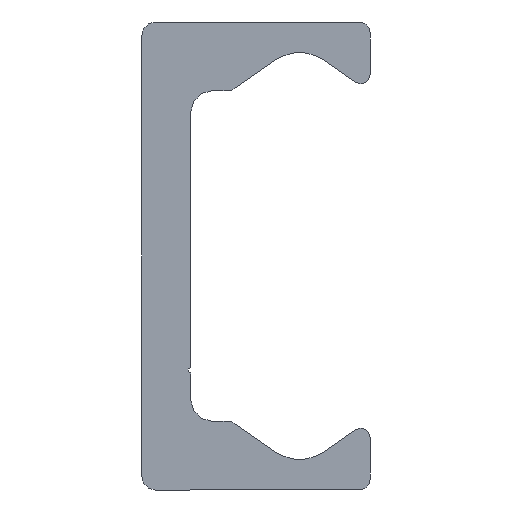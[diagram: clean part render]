
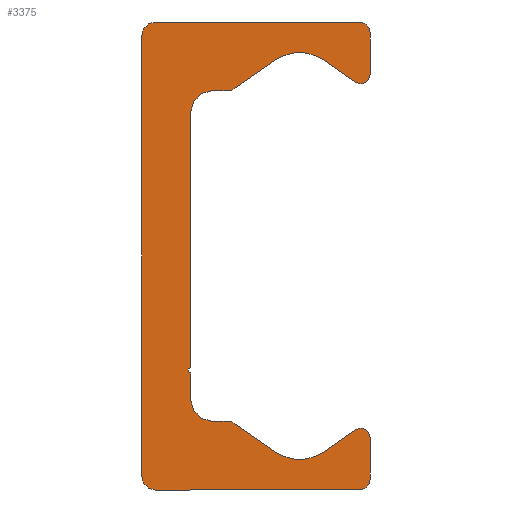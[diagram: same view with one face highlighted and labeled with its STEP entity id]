
A CAD part, left-side view. The second image highlights one B-rep face of the part: STEP entity #3375.
In plain terms, the highlighted planar face has unit normal (-1, 0, 0).
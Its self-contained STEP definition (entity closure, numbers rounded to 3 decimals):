
#2328=CARTESIAN_POINT('',(0.0,9.25,-21.5));
#2329=VERTEX_POINT('',#2328);
#2336=CARTESIAN_POINT('',(0.0,10.5,-20.25));
#2337=VERTEX_POINT('',#2336);
#2338=CARTESIAN_POINT('',(0.0,9.25,-20.25));
#2339=DIRECTION('',(1.0,0.0,0.0));
#2340=DIRECTION('',(0.0,0.0,-1.0));
#2341=AXIS2_PLACEMENT_3D('',#2338,#2339,#2340);
#2342=CIRCLE('',#2341,1.25);
#2343=EDGE_CURVE('',#2329,#2337,#2342,.T.);
#2367=CARTESIAN_POINT('',(0.0,-9.5,-21.5));
#2368=VERTEX_POINT('',#2367);
#2375=CARTESIAN_POINT('',(0.0,-9.5,-21.5));
#2376=DIRECTION('',(0.0,1.0,0.0));
#2377=VECTOR('',#2376,18.75);
#2378=LINE('',#2375,#2377);
#2379=EDGE_CURVE('',#2368,#2329,#2378,.T.);
#2399=CARTESIAN_POINT('',(0.0,-10.5,-20.5));
#2400=VERTEX_POINT('',#2399);
#2407=CARTESIAN_POINT('',(0.0,-9.5,-20.5));
#2408=DIRECTION('',(1.0,0.0,0.0));
#2409=DIRECTION('',(0.0,-1.0,0.0));
#2410=AXIS2_PLACEMENT_3D('',#2407,#2408,#2409);
#2411=CIRCLE('',#2410,1.0);
#2412=EDGE_CURVE('',#2400,#2368,#2411,.T.);
#2431=CARTESIAN_POINT('',(0.0,-10.5,-16.65));
#2432=VERTEX_POINT('',#2431);
#2439=CARTESIAN_POINT('',(0.0,-10.5,-16.65));
#2440=DIRECTION('',(0.0,0.0,-1.0));
#2441=VECTOR('',#2440,3.85);
#2442=LINE('',#2439,#2441);
#2443=EDGE_CURVE('',#2432,#2400,#2442,.T.);
#2463=CARTESIAN_POINT('',(0.0,-9.162,-15.954));
#2464=VERTEX_POINT('',#2463);
#2471=CARTESIAN_POINT('',(0.0,-9.65,-16.65));
#2472=DIRECTION('',(1.0,0.0,0.0));
#2473=DIRECTION('',(0.0,0.574,0.819));
#2474=AXIS2_PLACEMENT_3D('',#2471,#2472,#2473);
#2475=CIRCLE('',#2474,0.85);
#2476=EDGE_CURVE('',#2464,#2432,#2475,.T.);
#2495=CARTESIAN_POINT('',(0.0,-6.294,-17.962));
#2496=VERTEX_POINT('',#2495);
#2503=CARTESIAN_POINT('',(0.0,-6.294,-17.962));
#2504=DIRECTION('',(0.0,-0.819,0.574));
#2505=VECTOR('',#2504,3.501);
#2506=LINE('',#2503,#2505);
#2507=EDGE_CURVE('',#2496,#2464,#2506,.T.);
#2527=CARTESIAN_POINT('',(0.0,-1.706,-17.962));
#2528=VERTEX_POINT('',#2527);
#2535=CARTESIAN_POINT('',(0.0,-4.,-14.685));
#2536=DIRECTION('',(-1.0,0.0,0.0));
#2537=DIRECTION('',(0.0,0.574,0.819));
#2538=AXIS2_PLACEMENT_3D('',#2535,#2536,#2537);
#2539=CIRCLE('',#2538,4.0);
#2540=EDGE_CURVE('',#2528,#2496,#2539,.T.);
#2559=CARTESIAN_POINT('',(0.0,1.981,-15.381));
#2560=VERTEX_POINT('',#2559);
#2567=CARTESIAN_POINT('',(0.0,1.981,-15.381));
#2568=DIRECTION('',(0.0,-0.819,-0.574));
#2569=VECTOR('',#2568,4.5);
#2570=LINE('',#2567,#2569);
#2571=EDGE_CURVE('',#2560,#2528,#2570,.T.);
#2591=CARTESIAN_POINT('',(0.0,2.554,-15.2));
#2592=VERTEX_POINT('',#2591);
#2599=CARTESIAN_POINT('',(0.0,2.554,-16.2));
#2600=DIRECTION('',(1.0,0.0,0.0));
#2601=DIRECTION('',(0.0,0.0,1.0));
#2602=AXIS2_PLACEMENT_3D('',#2599,#2600,#2601);
#2603=CIRCLE('',#2602,1.);
#2604=EDGE_CURVE('',#2592,#2560,#2603,.T.);
#2623=CARTESIAN_POINT('',(0.0,4.0,-15.2));
#2624=VERTEX_POINT('',#2623);
#2631=CARTESIAN_POINT('',(0.0,4.0,-15.2));
#2632=DIRECTION('',(0.0,-1.0,0.0));
#2633=VECTOR('',#2632,1.446);
#2634=LINE('',#2631,#2633);
#2635=EDGE_CURVE('',#2624,#2592,#2634,.T.);
#2655=CARTESIAN_POINT('',(0.0,6.,-13.2));
#2656=VERTEX_POINT('',#2655);
#2663=CARTESIAN_POINT('',(0.0,4.,-13.2));
#2664=DIRECTION('',(-1.0,0.0,0.0));
#2665=DIRECTION('',(0.0,0.0,1.0));
#2666=AXIS2_PLACEMENT_3D('',#2663,#2664,#2665);
#2667=CIRCLE('',#2666,2.0);
#2668=EDGE_CURVE('',#2656,#2624,#2667,.T.);
#2687=CARTESIAN_POINT('',(0.0,6.,-10.75));
#2688=VERTEX_POINT('',#2687);
#2695=CARTESIAN_POINT('',(0.0,6.,-10.75));
#2696=DIRECTION('',(0.0,0.0,-1.0));
#2697=VECTOR('',#2696,2.45);
#2698=LINE('',#2695,#2697);
#2699=EDGE_CURVE('',#2688,#2656,#2698,.T.);
#2719=CARTESIAN_POINT('',(0.0,6.,-10.25));
#2720=VERTEX_POINT('',#2719);
#2727=CARTESIAN_POINT('',(0.0,6.,-10.5));
#2728=DIRECTION('',(-1.0,0.0,0.0));
#2729=DIRECTION('',(0.0,0.0,1.0));
#2730=AXIS2_PLACEMENT_3D('',#2727,#2728,#2729);
#2731=CIRCLE('',#2730,0.25);
#2732=EDGE_CURVE('',#2720,#2688,#2731,.T.);
#2751=CARTESIAN_POINT('',(0.0,6.,13.2));
#2752=VERTEX_POINT('',#2751);
#2759=CARTESIAN_POINT('',(0.0,6.,13.2));
#2760=DIRECTION('',(0.0,0.0,-1.0));
#2761=VECTOR('',#2760,23.45);
#2762=LINE('',#2759,#2761);
#2763=EDGE_CURVE('',#2752,#2720,#2762,.T.);
#2882=CARTESIAN_POINT('',(0.0,4.0,15.2));
#2883=VERTEX_POINT('',#2882);
#2890=CARTESIAN_POINT('',(0.0,4.,13.2));
#2891=DIRECTION('',(-1.0,0.0,0.0));
#2892=DIRECTION('',(0.0,-1.0,0.0));
#2893=AXIS2_PLACEMENT_3D('',#2890,#2891,#2892);
#2894=CIRCLE('',#2893,2.0);
#2895=EDGE_CURVE('',#2883,#2752,#2894,.T.);
#2914=CARTESIAN_POINT('',(0.0,2.554,15.2));
#2915=VERTEX_POINT('',#2914);
#2922=CARTESIAN_POINT('',(0.0,2.554,15.2));
#2923=DIRECTION('',(0.0,1.0,0.0));
#2924=VECTOR('',#2923,1.446);
#2925=LINE('',#2922,#2924);
#2926=EDGE_CURVE('',#2915,#2883,#2925,.T.);
#2946=CARTESIAN_POINT('',(0.0,1.981,15.381));
#2947=VERTEX_POINT('',#2946);
#2954=CARTESIAN_POINT('',(0.0,2.554,16.2));
#2955=DIRECTION('',(1.0,0.0,0.0));
#2956=DIRECTION('',(0.0,-0.574,-0.819));
#2957=AXIS2_PLACEMENT_3D('',#2954,#2955,#2956);
#2958=CIRCLE('',#2957,1.);
#2959=EDGE_CURVE('',#2947,#2915,#2958,.T.);
#2978=CARTESIAN_POINT('',(0.0,-1.706,17.962));
#2979=VERTEX_POINT('',#2978);
#2986=CARTESIAN_POINT('',(0.0,-1.706,17.962));
#2987=DIRECTION('',(0.0,0.819,-0.574));
#2988=VECTOR('',#2987,4.5);
#2989=LINE('',#2986,#2988);
#2990=EDGE_CURVE('',#2979,#2947,#2989,.T.);
#3010=CARTESIAN_POINT('',(0.0,-6.294,17.962));
#3011=VERTEX_POINT('',#3010);
#3018=CARTESIAN_POINT('',(0.0,-4.,14.685));
#3019=DIRECTION('',(-1.0,0.0,0.0));
#3020=DIRECTION('',(0.0,-0.574,-0.819));
#3021=AXIS2_PLACEMENT_3D('',#3018,#3019,#3020);
#3022=CIRCLE('',#3021,4.0);
#3023=EDGE_CURVE('',#3011,#2979,#3022,.T.);
#3042=CARTESIAN_POINT('',(0.0,-9.162,15.954));
#3043=VERTEX_POINT('',#3042);
#3050=CARTESIAN_POINT('',(0.0,-9.162,15.954));
#3051=DIRECTION('',(0.0,0.819,0.574));
#3052=VECTOR('',#3051,3.501);
#3053=LINE('',#3050,#3052);
#3054=EDGE_CURVE('',#3043,#3011,#3053,.T.);
#3074=CARTESIAN_POINT('',(0.0,-10.5,16.65));
#3075=VERTEX_POINT('',#3074);
#3082=CARTESIAN_POINT('',(0.0,-9.65,16.65));
#3083=DIRECTION('',(1.0,0.0,0.0));
#3084=DIRECTION('',(0.0,-1.0,0.0));
#3085=AXIS2_PLACEMENT_3D('',#3082,#3083,#3084);
#3086=CIRCLE('',#3085,0.85);
#3087=EDGE_CURVE('',#3075,#3043,#3086,.T.);
#3106=CARTESIAN_POINT('',(0.0,-10.5,20.5));
#3107=VERTEX_POINT('',#3106);
#3114=CARTESIAN_POINT('',(0.0,-10.5,20.5));
#3115=DIRECTION('',(0.0,0.0,-1.0));
#3116=VECTOR('',#3115,3.85);
#3117=LINE('',#3114,#3116);
#3118=EDGE_CURVE('',#3107,#3075,#3117,.T.);
#3138=CARTESIAN_POINT('',(0.0,-9.5,21.5));
#3139=VERTEX_POINT('',#3138);
#3146=CARTESIAN_POINT('',(0.0,-9.5,20.5));
#3147=DIRECTION('',(1.0,0.0,0.0));
#3148=DIRECTION('',(0.0,0.0,1.0));
#3149=AXIS2_PLACEMENT_3D('',#3146,#3147,#3148);
#3150=CIRCLE('',#3149,1.0);
#3151=EDGE_CURVE('',#3139,#3107,#3150,.T.);
#3170=CARTESIAN_POINT('',(0.0,9.25,21.5));
#3171=VERTEX_POINT('',#3170);
#3178=CARTESIAN_POINT('',(0.0,9.25,21.5));
#3179=DIRECTION('',(0.0,-1.0,0.0));
#3180=VECTOR('',#3179,18.75);
#3181=LINE('',#3178,#3180);
#3182=EDGE_CURVE('',#3171,#3139,#3181,.T.);
#3202=CARTESIAN_POINT('',(0.0,10.5,20.25));
#3203=VERTEX_POINT('',#3202);
#3210=CARTESIAN_POINT('',(0.0,9.25,20.25));
#3211=DIRECTION('',(1.0,0.0,0.0));
#3212=DIRECTION('',(0.0,1.0,0.0));
#3213=AXIS2_PLACEMENT_3D('',#3210,#3211,#3212);
#3214=CIRCLE('',#3213,1.25);
#3215=EDGE_CURVE('',#3203,#3171,#3214,.T.);
#3233=CARTESIAN_POINT('',(0.0,10.5,-20.25));
#3234=DIRECTION('',(0.0,0.0,1.0));
#3235=VECTOR('',#3234,40.5);
#3236=LINE('',#3233,#3235);
#3237=EDGE_CURVE('',#2337,#3203,#3236,.T.);
#3342=CARTESIAN_POINT('',(0.0,2.66,-0.019));
#3343=DIRECTION('',(1.0,0.0,0.0));
#3344=DIRECTION('',(0.0,0.0,-1.0));
#3345=AXIS2_PLACEMENT_3D('',#3342,#3343,#3344);
#3346=PLANE('',#3345);
#3347=ORIENTED_EDGE('',*,*,#3237,.F.);
#3348=ORIENTED_EDGE('',*,*,#2343,.F.);
#3349=ORIENTED_EDGE('',*,*,#2379,.F.);
#3350=ORIENTED_EDGE('',*,*,#2412,.F.);
#3351=ORIENTED_EDGE('',*,*,#2443,.F.);
#3352=ORIENTED_EDGE('',*,*,#2476,.F.);
#3353=ORIENTED_EDGE('',*,*,#2507,.F.);
#3354=ORIENTED_EDGE('',*,*,#2540,.F.);
#3355=ORIENTED_EDGE('',*,*,#2571,.F.);
#3356=ORIENTED_EDGE('',*,*,#2604,.F.);
#3357=ORIENTED_EDGE('',*,*,#2635,.F.);
#3358=ORIENTED_EDGE('',*,*,#2668,.F.);
#3359=ORIENTED_EDGE('',*,*,#2699,.F.);
#3360=ORIENTED_EDGE('',*,*,#2732,.F.);
#3361=ORIENTED_EDGE('',*,*,#2763,.F.);
#3362=ORIENTED_EDGE('',*,*,#2895,.F.);
#3363=ORIENTED_EDGE('',*,*,#2926,.F.);
#3364=ORIENTED_EDGE('',*,*,#2959,.F.);
#3365=ORIENTED_EDGE('',*,*,#2990,.F.);
#3366=ORIENTED_EDGE('',*,*,#3023,.F.);
#3367=ORIENTED_EDGE('',*,*,#3054,.F.);
#3368=ORIENTED_EDGE('',*,*,#3087,.F.);
#3369=ORIENTED_EDGE('',*,*,#3118,.F.);
#3370=ORIENTED_EDGE('',*,*,#3151,.F.);
#3371=ORIENTED_EDGE('',*,*,#3182,.F.);
#3372=ORIENTED_EDGE('',*,*,#3215,.F.);
#3373=EDGE_LOOP('',(#3347,#3348,#3349,#3350,#3351,#3352,#3353,#3354,#3355,#3356,#3357,#3358,#3359,#3360,#3361,#3362,#3363,#3364,#3365,#3366,#3367,#3368,#3369,#3370,#3371,#3372));
#3374=FACE_OUTER_BOUND('',#3373,.T.);
#3375=ADVANCED_FACE('',(#3374),#3346,.F.);
